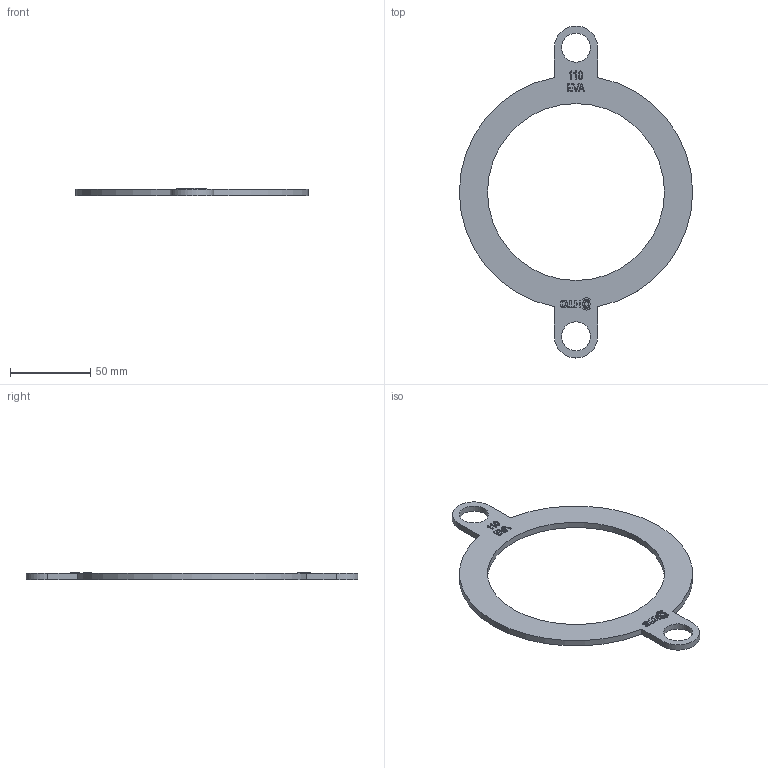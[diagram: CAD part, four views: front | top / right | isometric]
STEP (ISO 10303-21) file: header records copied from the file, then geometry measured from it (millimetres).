
FILE_DESCRIPTION(/* description */ (''),/* implementation_level */ '2;1');
FILE_NAME(/* name */ 'AF0709.000.110.step',/* time_stamp */ '2026-02-11T11:09:57+01:00',/* author */ (''),/* organization */ (''),/* preprocessor_version */ 'ST-DEVELOPER v20.1',/* originating_system */ 'Autodesk Translation Framework v14.24.0.0',/* authorisation */ '');
FILE_SCHEMA (('AUTOMOTIVE_DESIGN { 1 0 10303 214 3 1 1 }'));
Length unit declared in the file: millimetre
Products named in the file (1): 2026-02-11-07-59-12-360
Bounding box: 145 x 206.4 x 4.5 mm (x, y, z)
Volume: 32138.7 mm3; surface area: 20237.8 mm2
Topology: 1 solids, 1 shells, 198 faces, 543 edges, 362 vertices
Faces by surface type: bspline 96, plane 95, cylinder 7
Full cylindrical faces by diameter (mm): 18 x2, 110 x1
Entity records: 6703 total; most frequent: CARTESIAN_POINT 2414, ORIENTED_EDGE 1086, DIRECTION 599, EDGE_CURVE 543, VERTEX_POINT 362, LINE 337, VECTOR 337, EDGE_LOOP 219
